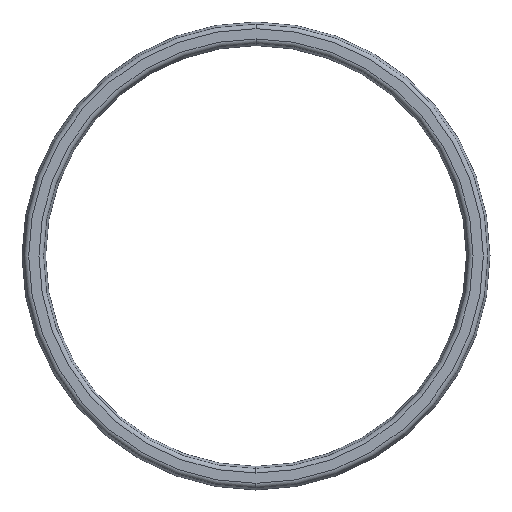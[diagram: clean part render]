
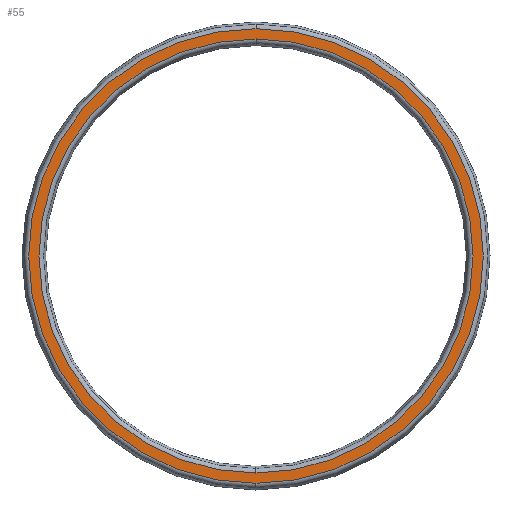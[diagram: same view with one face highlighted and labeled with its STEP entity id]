
A CAD part, front view. The second image highlights one B-rep face of the part: STEP entity #55.
In plain terms, the highlighted planar face has unit normal (0, -1, 0).
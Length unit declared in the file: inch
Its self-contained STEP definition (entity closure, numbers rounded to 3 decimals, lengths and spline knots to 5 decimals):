
#54 = ORIENTED_EDGE ( 'NONE', *, *, #137, .T. ) ;
#55 = ADVANCED_FACE ( 'NONE', ( #629, #160 ), #171, .T. ) ;
#66 = DIRECTION ( 'NONE',  ( 0., 0., -1. ) ) ;
#68 = DIRECTION ( 'NONE',  ( 0., 0., -1. ) ) ;
#92 = CARTESIAN_POINT ( 'NONE',  ( 2.9375, -0.25, -3.00551 ) ) ;
#95 = AXIS2_PLACEMENT_3D ( 'NONE', #300, #538, #294 ) ;
#114 = CIRCLE ( 'NONE', #480, 2.86949 ) ;
#115 = AXIS2_PLACEMENT_3D ( 'NONE', #630, #172, #68 ) ;
#116 = AXIS2_PLACEMENT_3D ( 'NONE', #512, #375, #66 ) ;
#118 = DIRECTION ( 'NONE',  ( 0., 0., -1. ) ) ;
#137 = EDGE_CURVE ( 'NONE', #254, #235, #391, .T. ) ;
#139 = ORIENTED_EDGE ( 'NONE', *, *, #450, .T. ) ;
#160 = FACE_BOUND ( 'NONE', #537, .T. ) ;
#171 = PLANE ( 'NONE',  #116 ) ;
#172 = DIRECTION ( 'NONE',  ( 0., -1., 0. ) ) ;
#215 = EDGE_CURVE ( 'NONE', #235, #254, #114, .T. ) ;
#230 = CARTESIAN_POINT ( 'NONE',  ( 2.9375, -0.25, 0. ) ) ;
#235 = VERTEX_POINT ( 'NONE', #636 ) ;
#240 = DIRECTION ( 'NONE',  ( 0., 0., -1. ) ) ;
#254 = VERTEX_POINT ( 'NONE', #401 ) ;
#280 = ORIENTED_EDGE ( 'NONE', *, *, #649, .T. ) ;
#285 = EDGE_LOOP ( 'NONE', ( #280, #139 ) ) ;
#294 = DIRECTION ( 'NONE',  ( 0., 0., -1. ) ) ;
#300 = CARTESIAN_POINT ( 'NONE',  ( 2.9375, -0.25, 0. ) ) ;
#321 = CARTESIAN_POINT ( 'NONE',  ( 2.9375, -0.25, 0. ) ) ;
#324 = ORIENTED_EDGE ( 'NONE', *, *, #215, .T. ) ;
#327 = CARTESIAN_POINT ( 'NONE',  ( 2.9375, -0.25, 3.00551 ) ) ;
#375 = DIRECTION ( 'NONE',  ( 0., -1., 0. ) ) ;
#391 = CIRCLE ( 'NONE', #416, 2.86949 ) ;
#398 = CIRCLE ( 'NONE', #95, 3.00551 ) ;
#401 = CARTESIAN_POINT ( 'NONE',  ( 2.9375, -0.25, 2.86949 ) ) ;
#416 = AXIS2_PLACEMENT_3D ( 'NONE', #321, #569, #118 ) ;
#450 = EDGE_CURVE ( 'NONE', #519, #597, #552, .T. ) ;
#480 = AXIS2_PLACEMENT_3D ( 'NONE', #230, #532, #240 ) ;
#512 = CARTESIAN_POINT ( 'NONE',  ( -0.10938, -0.25, 0. ) ) ;
#519 = VERTEX_POINT ( 'NONE', #327 ) ;
#532 = DIRECTION ( 'NONE',  ( 0., 1., 0. ) ) ;
#537 = EDGE_LOOP ( 'NONE', ( #324, #54 ) ) ;
#538 = DIRECTION ( 'NONE',  ( 0., -1., 0. ) ) ;
#552 = CIRCLE ( 'NONE', #115, 3.00551 ) ;
#569 = DIRECTION ( 'NONE',  ( 0., 1., 0. ) ) ;
#597 = VERTEX_POINT ( 'NONE', #92 ) ;
#629 = FACE_OUTER_BOUND ( 'NONE', #285, .T. ) ;
#630 = CARTESIAN_POINT ( 'NONE',  ( 2.9375, -0.25, 0. ) ) ;
#636 = CARTESIAN_POINT ( 'NONE',  ( 2.9375, -0.25, -2.86949 ) ) ;
#649 = EDGE_CURVE ( 'NONE', #597, #519, #398, .T. ) ;
